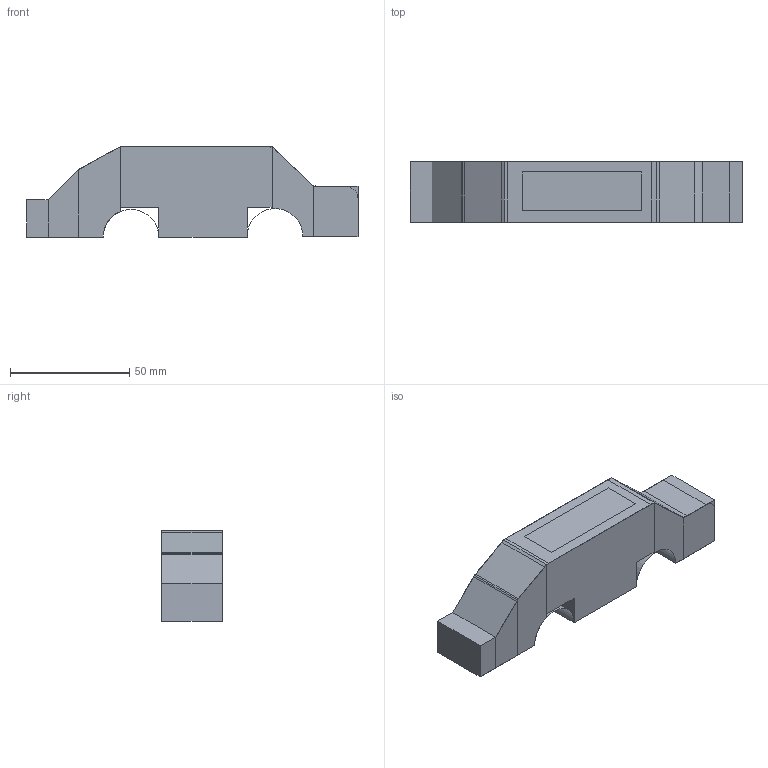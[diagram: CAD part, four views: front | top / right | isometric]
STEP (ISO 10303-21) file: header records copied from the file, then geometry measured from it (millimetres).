
FILE_DESCRIPTION(/* description */ ('STEP AP242','CAx-IF Rec.Pracs.---Representation and Presentation of Product Manufacturing Information (PMI)---4.0---2014-10-13','CAx-IF Rec.Pracs.---3D Tessellated Geometry---0.4---2014-09-14','2;1'),/* implementation_level */ '2;1');
FILE_NAME(/* name */ '68410a81ca486b08202fc297',/* time_stamp */ '2025-06-05T03:09:54Z',/* author */ (''),/* organization */ (''),/* preprocessor_version */ 'ST-DEVELOPER v20',/* originating_system */ 'ONSHAPE BY PTC INC, 1.198',/* authorisation */ ' ');
FILE_SCHEMA (('AP242_MANAGED_MODEL_BASED_3D_ENGINEERING_MIM_LF { 1 0 10303 442 1 1 4 }'));
Length unit declared in the file: metre
Products named in the file (4): Part 1; Part 3; Surface 1; Part 2
Bounding box: 139.09 x 25.4 x 37.91 mm (x, y, z)
Volume: 86216 mm3; surface area: 30205.8 mm2
Topology: 3 solids, 4 shells, 56 faces, 144 edges, 96 vertices
Faces by surface type: plane 47, cylinder 9
Entity records: 1752 total; most frequent: CARTESIAN_POINT 300, DIRECTION 284, ORIENTED_EDGE 250, EDGE_CURVE 144, LINE 124, VECTOR 124, VERTEX_POINT 96, AXIS2_PLACEMENT_3D 80
